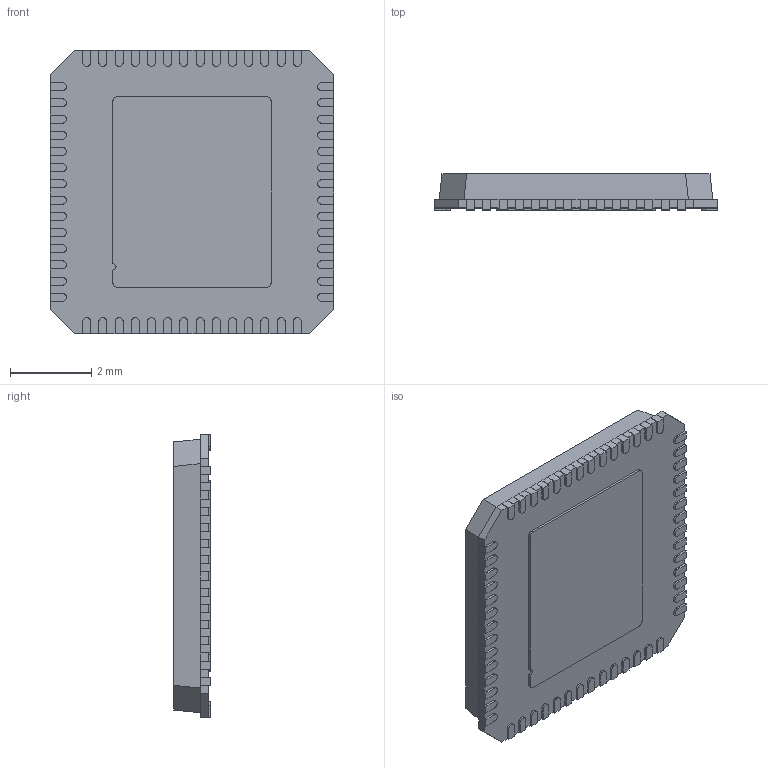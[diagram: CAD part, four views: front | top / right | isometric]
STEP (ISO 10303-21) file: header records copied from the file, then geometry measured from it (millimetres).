
FILE_DESCRIPTION (( 'STEP AP214' ), '1' );
FILE_NAME ('FT600Q-B-T.STEP', '2019-08-23T08:29:14', ( '' ), ( '' ), 'SwSTEP 2.0', 'SolidWorks 2017', '' );
FILE_SCHEMA (( 'AUTOMOTIVE_DESIGN' ));
Length unit declared in the file: millimetre
Products named in the file (1): FT600Q-B-T
Bounding box: 7 x 0.9 x 7 mm (x, y, z)
Volume: 39.3 mm3; surface area: 187 mm2
Topology: 58 solids, 58 shells, 730 faces, 1724 edges, 1112 vertices
Faces by surface type: plane 592, cylinder 138
Entity records: 21195 total; most frequent: CARTESIAN_POINT 3567, DIRECTION 3462, ORIENTED_EDGE 3448, EDGE_CURVE 1724, LINE 1448, VECTOR 1448, VERTEX_POINT 1112, AXIS2_PLACEMENT_3D 1007
